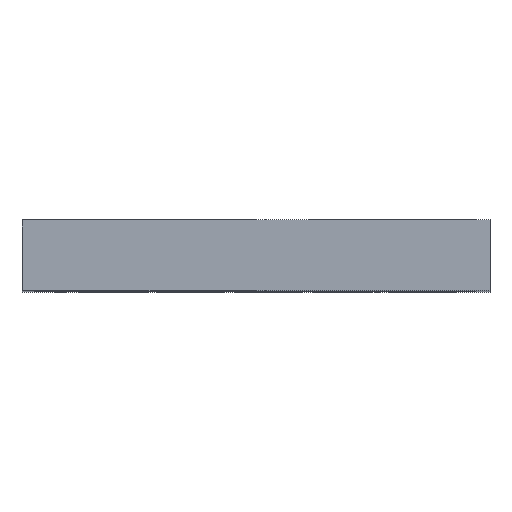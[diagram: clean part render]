
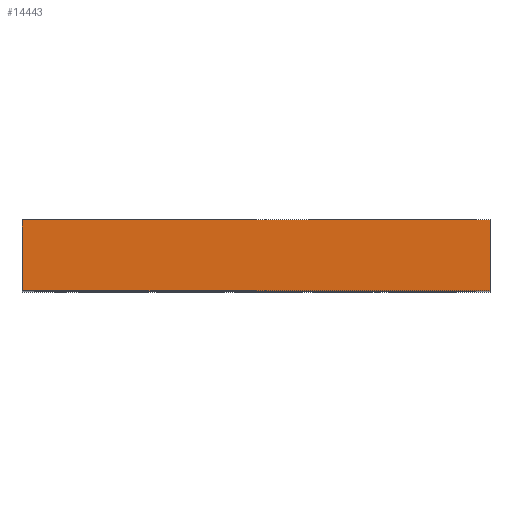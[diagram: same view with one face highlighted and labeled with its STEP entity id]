
A CAD part, top view. The second image highlights one B-rep face of the part: STEP entity #14443.
In plain terms, the highlighted planar face has unit normal (0, 0, 1).
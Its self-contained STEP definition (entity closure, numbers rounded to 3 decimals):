
#1001=FACE_OUTER_BOUND('',#1659,.T.);
#1659=EDGE_LOOP('',(#11813,#11814,#11815,#11816));
#3947=LINE('',#22348,#5911);
#3948=LINE('',#22351,#5912);
#3949=LINE('',#22353,#5913);
#3950=LINE('',#22354,#5914);
#5911=VECTOR('',#18381,0.353);
#5912=VECTOR('',#18384,0.353);
#5913=VECTOR('',#18385,0.353);
#5914=VECTOR('',#18386,0.353);
#7225=VERTEX_POINT('',#22344);
#7226=VERTEX_POINT('',#22346);
#7227=VERTEX_POINT('',#22350);
#7228=VERTEX_POINT('',#22352);
#9191=EDGE_CURVE('',#7225,#7226,#3947,.T.);
#9192=EDGE_CURVE('',#7227,#7225,#3948,.T.);
#9193=EDGE_CURVE('',#7228,#7226,#3949,.T.);
#9194=EDGE_CURVE('',#7227,#7228,#3950,.T.);
#11813=ORIENTED_EDGE('',*,*,#9192,.T.);
#11814=ORIENTED_EDGE('',*,*,#9191,.T.);
#11815=ORIENTED_EDGE('',*,*,#9193,.F.);
#11816=ORIENTED_EDGE('',*,*,#9194,.F.);
#13785=PLANE('',#15113);
#14443=ADVANCED_FACE('',(#1001),#13785,.T.);
#15113=AXIS2_PLACEMENT_3D('',#22349,#18382,#18383);
#18381=DIRECTION('',(0.,1.,0.));
#18382=DIRECTION('center_axis',(0.,0.,1.));
#18383=DIRECTION('ref_axis',(1.,0.,0.));
#18384=DIRECTION('',(1.,0.,0.));
#18385=DIRECTION('',(1.,0.,0.));
#18386=DIRECTION('',(0.,1.,0.));
#22344=CARTESIAN_POINT('',(3909.314,-3126.86,106.));
#22346=CARTESIAN_POINT('',(3909.314,-3117.335,106.));
#22348=CARTESIAN_POINT('',(3909.314,-3126.86,106.));
#22349=CARTESIAN_POINT('Origin',(3846.315,-3126.86,106.));
#22350=CARTESIAN_POINT('',(3846.315,-3126.86,106.));
#22351=CARTESIAN_POINT('',(3846.315,-3126.86,106.));
#22352=CARTESIAN_POINT('',(3846.315,-3117.335,106.));
#22353=CARTESIAN_POINT('',(3846.315,-3117.335,106.));
#22354=CARTESIAN_POINT('',(3846.315,-3126.86,106.));
